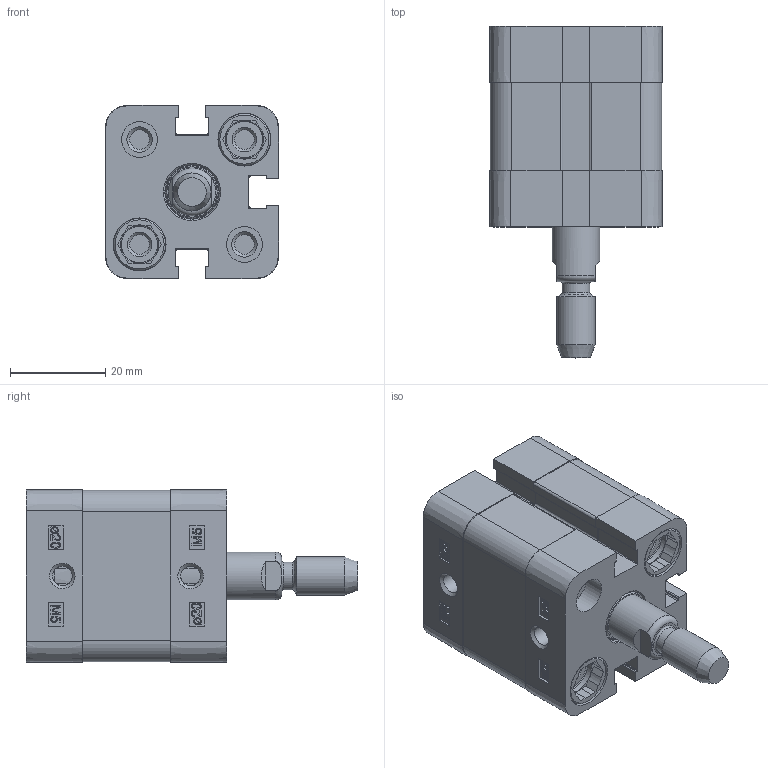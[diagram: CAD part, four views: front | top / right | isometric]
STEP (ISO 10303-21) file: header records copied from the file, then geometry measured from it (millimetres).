
FILE_DESCRIPTION((''),'2;1');
FILE_NAME('PSEM020.005.GS.M.stp','2014-02-05T09:35:21',('carlo.corazza'),(''),'Autodesk Inventor 2012','Autodesk Inventor 2012','');
FILE_SCHEMA(('AUTOMOTIVE_DESIGN { 1 0 10303 214 1 1 1 1 }'));
Length unit declared in the file: millimetre
Products named in the file (5): PSEM020.---.GS.M; TP; TA; CORPO-005; STELO-005
Assembly tree (4 placements, depth 2):
  PSEM020.---.GS.M
    TP
    TA
    CORPO-005
    STELO-005
Bounding box: 36.3 x 69.6 x 36.3 mm (x, y, z)
Volume: 39509.6 mm3; surface area: 22046.1 mm2
Topology: 4 solids, 8 shells, 588 faces, 1538 edges, 1011 vertices
Faces by surface type: plane 293, cylinder 140, bspline 94, cone 46, torus 15
Full cylindrical faces by diameter (mm): 4.134 x3, 5.8 x1, 7.5 x4, 7.55 x4, 8 x10, 9 x1, 10 x1, 10.48 x1, 10.9 x4, 11.1 x4, 11.4 x1, 12 x1, 13.84 x1, 14 x1, 20 x1
Entity records: 18920 total; most frequent: CARTESIAN_POINT 4502, ORIENTED_EDGE 2858, DIRECTION 2587, EDGE_CURVE 1429, VERTEX_POINT 989, AXIS2_PLACEMENT_3D 866, VECTOR 855, LINE 855
